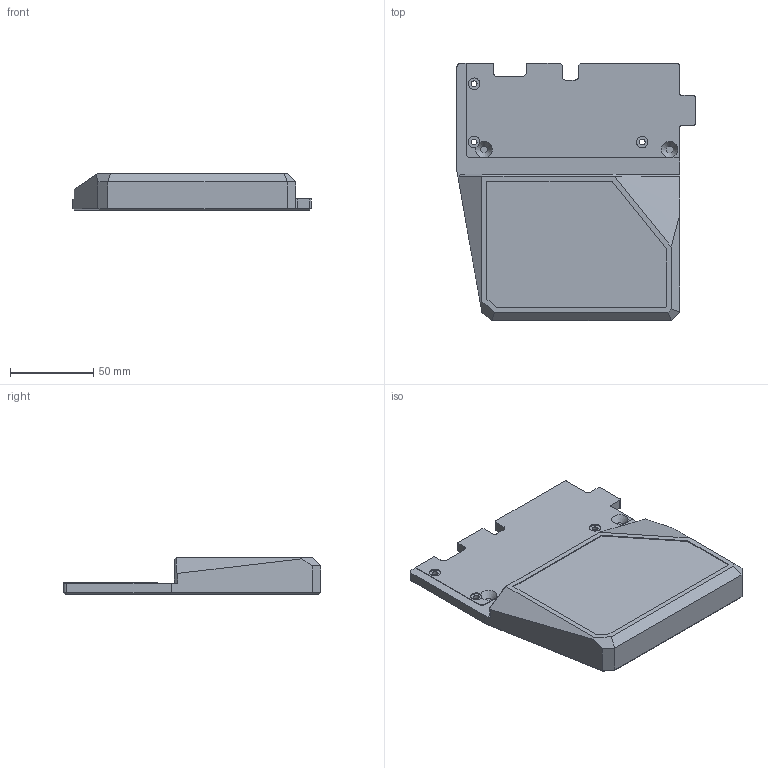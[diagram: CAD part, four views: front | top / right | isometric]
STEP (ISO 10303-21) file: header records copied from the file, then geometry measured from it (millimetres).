
FILE_DESCRIPTION(/* description */ (''),/* implementation_level */ '2;1');
FILE_NAME(/* name */ '7sPro_Max_PM_Left_JLC.step',/* time_stamp */ '2025-11-24T01:19:08+09:00',/* author */ (''),/* organization */ (''),/* preprocessor_version */ 'ST-DEVELOPER v20.1',/* originating_system */ 'Autodesk Translation Framework v14.21.0.0',/* authorisation */ '');
FILE_SCHEMA (('AUTOMOTIVE_DESIGN { 1 0 10303 214 3 1 1 }'));
Length unit declared in the file: millimetre
Products named in the file (1): 7sPro_Max
Bounding box: 143.34 x 154.88 x 22.2 mm (x, y, z)
Volume: 178988 mm3; surface area: 63656.9 mm2
Topology: 1 solids, 1 shells, 162 faces, 407 edges, 254 vertices
Faces by surface type: plane 111, cylinder 32, cone 16, bspline 3
Full cylindrical faces by diameter (mm): 3.5 x3, 6.5 x3, 7 x2, 10 x4
Entity records: 4900 total; most frequent: CARTESIAN_POINT 945, ORIENTED_EDGE 808, DIRECTION 798, EDGE_CURVE 404, LINE 300, VECTOR 300, VERTEX_POINT 254, AXIS2_PLACEMENT_3D 249
